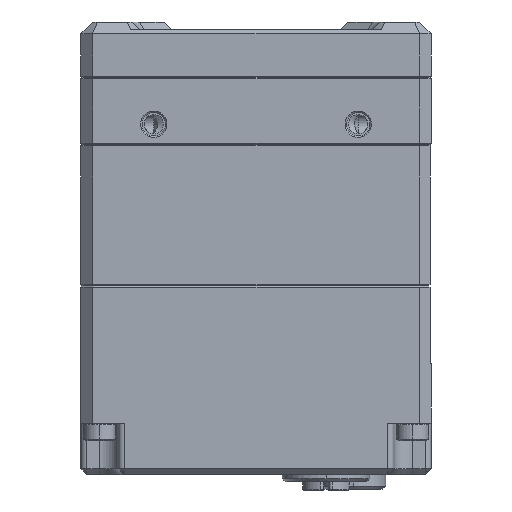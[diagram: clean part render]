
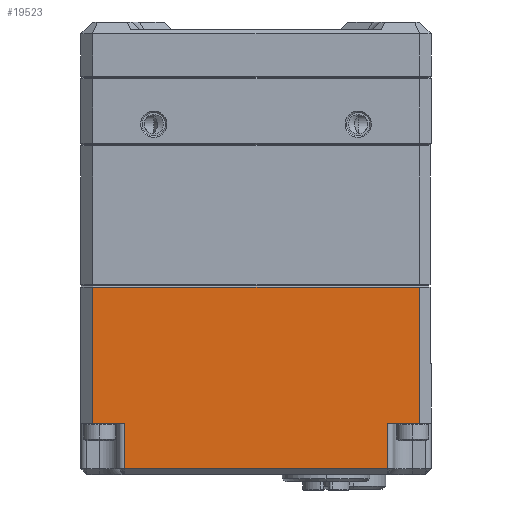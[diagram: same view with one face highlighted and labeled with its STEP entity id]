
A CAD part, left-side view. The second image highlights one B-rep face of the part: STEP entity #19523.
In plain terms, the highlighted planar face has unit normal (-1, 0, 0).
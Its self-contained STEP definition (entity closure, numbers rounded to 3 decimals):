
#333 = CARTESIAN_POINT ( 'NONE',  ( -30., 22.6, 32.3 ) ) ;
#517 = CARTESIAN_POINT ( 'NONE',  ( -30., 22.6, 8.8 ) ) ;
#562 = VECTOR ( 'NONE', #16264, 1000. ) ;
#606 = VECTOR ( 'NONE', #18581, 1000. ) ;
#691 = ORIENTED_EDGE ( 'NONE', *, *, #13463, .F. ) ;
#703 = DIRECTION ( 'NONE',  ( 1., 0., 0. ) ) ;
#777 = EDGE_LOOP ( 'NONE', ( #16196, #2986, #20342, #691, #6406, #15914, #19153, #1897 ) ) ;
#1288 = VECTOR ( 'NONE', #5594, 1000. ) ;
#1435 = VERTEX_POINT ( 'NONE', #21367 ) ;
#1897 = ORIENTED_EDGE ( 'NONE', *, *, #13263, .F. ) ;
#2256 = CARTESIAN_POINT ( 'NONE',  ( -30., -30., 8.8 ) ) ;
#2348 = CARTESIAN_POINT ( 'NONE',  ( -30., 28., 8.8 ) ) ;
#2475 = DIRECTION ( 'NONE',  ( 0., 0., -1. ) ) ;
#2673 = LINE ( 'NONE', #6107, #6306 ) ;
#2986 = ORIENTED_EDGE ( 'NONE', *, *, #3455, .T. ) ;
#3056 = LINE ( 'NONE', #8492, #9285 ) ;
#3455 = EDGE_CURVE ( 'Defeatured_0_5+Defeatured_0_71+Defeatured_0_27+Defeatured_0_28', #14701, #10286, #13706, .T. ) ;
#4558 = VECTOR ( 'NONE', #2475, 1000. ) ;
#4746 = CARTESIAN_POINT ( 'NONE',  ( -30., -30., 32.1 ) ) ;
#5239 = CARTESIAN_POINT ( 'NONE',  ( -30., -22.6, 8.8 ) ) ;
#5594 = DIRECTION ( 'NONE',  ( 0., 0., 1. ) ) ;
#6107 = CARTESIAN_POINT ( 'NONE',  ( -30., -28., 32.3 ) ) ;
#6306 = VECTOR ( 'NONE', #15074, 1000. ) ;
#6406 = ORIENTED_EDGE ( 'NONE', *, *, #8704, .T. ) ;
#7707 = VERTEX_POINT ( 'NONE', #8756 ) ;
#8073 = CARTESIAN_POINT ( 'NONE',  ( -30., 22.6, 1. ) ) ;
#8322 = LINE ( 'NONE', #18659, #15381 ) ;
#8492 = CARTESIAN_POINT ( 'NONE',  ( -30., 30., 8.8 ) ) ;
#8704 = EDGE_CURVE ( 'Defeatured_0_5+Defeatured_0_34+Defeatured_0_10+Defeatured_0_49', #21739, #16603, #19555, .T. ) ;
#8756 = CARTESIAN_POINT ( 'NONE',  ( -30., -28., 8.8 ) ) ;
#8887 = VERTEX_POINT ( 'NONE', #5239 ) ;
#8975 = LINE ( 'NONE', #17306, #1288 ) ;
#9159 = VECTOR ( 'NONE', #19442, 1000. ) ;
#9285 = VECTOR ( 'NONE', #22237, 1000. ) ;
#9565 = EDGE_CURVE ( 'Defeatured_0_5+Defeatured_0_49+Defeatured_0_34+Defeatured_0_33', #16603, #1435, #8322, .T. ) ;
#10286 = VERTEX_POINT ( 'NONE', #13286 ) ;
#10667 = EDGE_CURVE ( 'Defeatured_0_5+Defeatured_0_27+Defeatured_0_13+Defeatured_0_71', #7707, #14701, #2673, .T. ) ;
#11352 = AXIS2_PLACEMENT_3D ( 'NONE', #18120, #703, #13225 ) ;
#11639 = VERTEX_POINT ( 'NONE', #2348 ) ;
#13225 = DIRECTION ( 'NONE',  ( 0., 0., -1. ) ) ;
#13263 = EDGE_CURVE ( 'Defeatured_0_13+Defeatured_0_5+Defeatured_0_27+Defeatured_0_33', #7707, #8887, #16034, .T. ) ;
#13286 = CARTESIAN_POINT ( 'NONE',  ( -30., 28., 32.1 ) ) ;
#13463 = EDGE_CURVE ( 'Defeatured_0_10+Defeatured_0_5+Defeatured_0_34+Defeatured_0_28', #21739, #11639, #3056, .T. ) ;
#13706 = LINE ( 'NONE', #4746, #606 ) ;
#14427 = LINE ( 'NONE', #18264, #4558 ) ;
#14701 = VERTEX_POINT ( 'NONE', #19617 ) ;
#15074 = DIRECTION ( 'NONE',  ( 0., 0., 1. ) ) ;
#15381 = VECTOR ( 'NONE', #16755, 1000. ) ;
#15914 = ORIENTED_EDGE ( 'NONE', *, *, #9565, .T. ) ;
#16034 = LINE ( 'NONE', #2256, #562 ) ;
#16196 = ORIENTED_EDGE ( 'NONE', *, *, #10667, .T. ) ;
#16264 = DIRECTION ( 'NONE',  ( 0., 1., 0. ) ) ;
#16411 = FACE_OUTER_BOUND ( 'NONE', #777, .T. ) ;
#16603 = VERTEX_POINT ( 'NONE', #8073 ) ;
#16755 = DIRECTION ( 'NONE',  ( 0., -1., 0. ) ) ;
#17306 = CARTESIAN_POINT ( 'NONE',  ( -30., -22.6, 32.3 ) ) ;
#17917 = EDGE_CURVE ( 'Defeatured_0_5+Defeatured_0_33+Defeatured_0_49+Defeatured_0_13', #1435, #8887, #8975, .T. ) ;
#18013 = PLANE ( 'NONE',  #11352 ) ;
#18120 = CARTESIAN_POINT ( 'NONE',  ( -30., -30., 32.3 ) ) ;
#18264 = CARTESIAN_POINT ( 'NONE',  ( -30., 28., 32.3 ) ) ;
#18581 = DIRECTION ( 'NONE',  ( 0., 1., 0. ) ) ;
#18659 = CARTESIAN_POINT ( 'NONE',  ( -30., -22.6, 1. ) ) ;
#19153 = ORIENTED_EDGE ( 'NONE', *, *, #17917, .T. ) ;
#19442 = DIRECTION ( 'NONE',  ( 0., 0., -1. ) ) ;
#19523 = ADVANCED_FACE ( 'Defeatured_0_5', ( #16411 ), #18013, .F. ) ;
#19555 = LINE ( 'NONE', #333, #9159 ) ;
#19617 = CARTESIAN_POINT ( 'NONE',  ( -30., -28., 32.1 ) ) ;
#20342 = ORIENTED_EDGE ( 'NONE', *, *, #21632, .T. ) ;
#21367 = CARTESIAN_POINT ( 'NONE',  ( -30., -22.6, 1. ) ) ;
#21632 = EDGE_CURVE ( 'Defeatured_0_5+Defeatured_0_28+Defeatured_0_71+Defeatured_0_10', #10286, #11639, #14427, .T. ) ;
#21739 = VERTEX_POINT ( 'NONE', #517 ) ;
#22237 = DIRECTION ( 'NONE',  ( 0., 1., 0. ) ) ;
